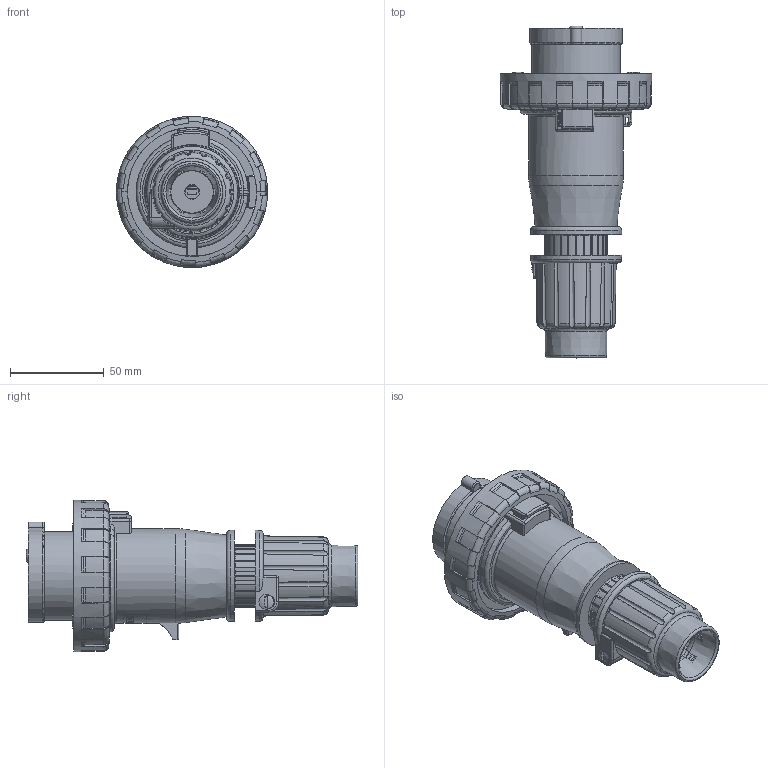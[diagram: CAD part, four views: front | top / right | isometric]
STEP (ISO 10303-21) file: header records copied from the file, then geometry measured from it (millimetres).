
FILE_DESCRIPTION(/* description */ (''),/* implementation_level */ '2;1');
FILE_NAME(/* name */ '4003547.stp',/* time_stamp */ '2019-03-01T11:05:24+01:00',/* author */ (''),/* organization */ (''),/* preprocessor_version */ 'ST-DEVELOPER v16.7',/* originating_system */ 'SIEMENS PLM Software NX 12.0',/* authorisation */ '');
FILE_SCHEMA (('AUTOMOTIVE_DESIGN { 1 0 10303 214 3 1 1 1 }'));
Products named in the file (1): bsom23CC53FBozaw
Bounding box: 80.46 x 176.6 x 80.39 mm (x, y, z)
Volume: 130487 mm3; surface area: 115361.7 mm2
Topology: 15 solids, 15 shells, 1450 faces, 3957 edges, 2570 vertices
Faces by surface type: plane 564, cylinder 411, bspline 181, cone 161, torus 110, sphere 23
Full cylindrical faces by diameter (mm): 1.5 x1, 1.8 x3, 2 x1, 2.4 x1, 2.7 x3, 2.8 x4, 3 x1, 3.5 x4, 3.6 x3, 3.7 x1, 4 x1, 4.4 x4, 4.5 x1, 5 x3, 5.3 x3, 5.8 x1, 6 x1, 6.9 x1, 7 x4, 7.3 x4, 7.9 x1, 7.938 x1, 8 x1, 8.3 x1, 10 x3, 11 x1, 11.098 x1, 11.102 x1, 14.298 x1, 14.302 x1
Entity records: 61926 total; most frequent: CARTESIAN_POINT 28135, ORIENTED_EDGE 7418, DIRECTION 6285, EDGE_CURVE 3709, VERTEX_POINT 2486, AXIS2_PLACEMENT_3D 2479, EDGE_LOOP 1705, ADVANCED_FACE 1450
